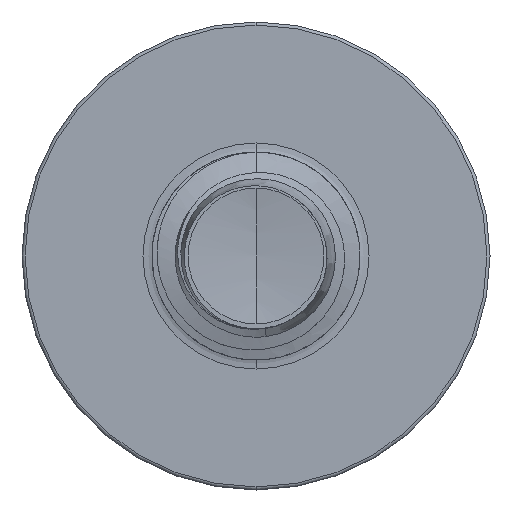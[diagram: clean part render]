
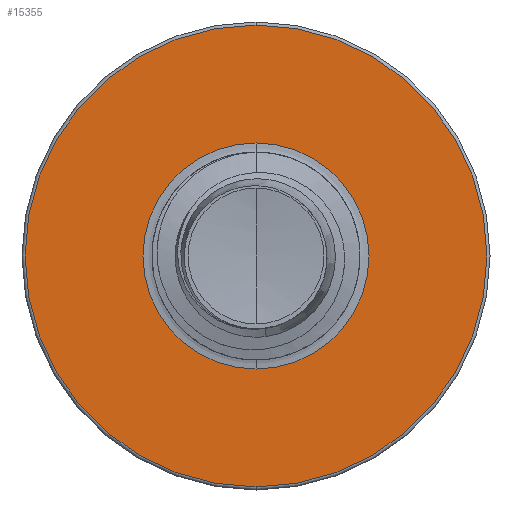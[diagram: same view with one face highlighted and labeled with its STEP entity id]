
A CAD part, front view. The second image highlights one B-rep face of the part: STEP entity #15355.
In plain terms, the highlighted planar face has unit normal (0, -1, 0).
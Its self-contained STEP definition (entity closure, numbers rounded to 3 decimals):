
#2442 = CARTESIAN_POINT ( 'NONE',  ( 0., 8.5, 4.44 ) ) ;
#2602 = CARTESIAN_POINT ( 'NONE',  ( 0., 8.5, 0. ) ) ;
#3237 = ORIENTED_EDGE ( 'NONE', *, *, #11223, .F. ) ;
#3668 = PLANE ( 'NONE',  #13261 ) ;
#3998 = AXIS2_PLACEMENT_3D ( 'NONE', #21884, #10494, #23742 ) ;
#4047 = FACE_BOUND ( 'NONE', #13892, .T. ) ;
#4377 = CIRCLE ( 'NONE', #3998, 4.44 ) ;
#4473 = ORIENTED_EDGE ( 'NONE', *, *, #15074, .T. ) ;
#4532 = DIRECTION ( 'NONE',  ( 0., 0., 1. ) ) ;
#4976 = CARTESIAN_POINT ( 'NONE',  ( 0., 8.5, -4.44 ) ) ;
#5102 = ORIENTED_EDGE ( 'NONE', *, *, #16874, .T. ) ;
#5269 = FACE_OUTER_BOUND ( 'NONE', #24482, .T. ) ;
#5615 = DIRECTION ( 'NONE',  ( 0., 0., 1. ) ) ;
#6907 = CARTESIAN_POINT ( 'NONE',  ( 0., 8.5, 0. ) ) ;
#8839 = DIRECTION ( 'NONE',  ( 0., 0., 1. ) ) ;
#8883 = CIRCLE ( 'NONE', #24153, 2.174 ) ;
#9422 = CARTESIAN_POINT ( 'NONE',  ( 0., 8.5, -2.174 ) ) ;
#10380 = VERTEX_POINT ( 'NONE', #2442 ) ;
#10494 = DIRECTION ( 'NONE',  ( 0., 1., 0. ) ) ;
#10499 = VERTEX_POINT ( 'NONE', #16277 ) ;
#11223 = EDGE_CURVE ( 'NONE', #21552, #10380, #4377, .T. ) ;
#11317 = DIRECTION ( 'NONE',  ( 0., 1., 0. ) ) ;
#13261 = AXIS2_PLACEMENT_3D ( 'NONE', #9422, #17146, #5615 ) ;
#13892 = EDGE_LOOP ( 'NONE', ( #4473, #5102 ) ) ;
#14310 = ORIENTED_EDGE ( 'NONE', *, *, #17194, .F. ) ;
#14877 = AXIS2_PLACEMENT_3D ( 'NONE', #22666, #11317, #24520 ) ;
#15074 = EDGE_CURVE ( 'NONE', #21146, #10499, #19950, .T. ) ;
#15355 = ADVANCED_FACE ( 'NONE', ( #5269, #4047 ), #3668, .F. ) ;
#16097 = DIRECTION ( 'NONE',  ( 0., 1., 0. ) ) ;
#16277 = CARTESIAN_POINT ( 'NONE',  ( 0., 8.5, -2.174 ) ) ;
#16874 = EDGE_CURVE ( 'NONE', #10499, #21146, #8883, .T. ) ;
#17146 = DIRECTION ( 'NONE',  ( 0., 1., 0. ) ) ;
#17194 = EDGE_CURVE ( 'NONE', #10380, #21552, #17279, .T. ) ;
#17279 = CIRCLE ( 'NONE', #14877, 4.44 ) ;
#19950 = CIRCLE ( 'NONE', #21354, 2.174 ) ;
#20288 = DIRECTION ( 'NONE',  ( 0., 1., 0. ) ) ;
#21146 = VERTEX_POINT ( 'NONE', #23472 ) ;
#21354 = AXIS2_PLACEMENT_3D ( 'NONE', #6907, #20288, #8839 ) ;
#21552 = VERTEX_POINT ( 'NONE', #4976 ) ;
#21884 = CARTESIAN_POINT ( 'NONE',  ( 0., 8.5, 0. ) ) ;
#22666 = CARTESIAN_POINT ( 'NONE',  ( 0., 8.5, 0. ) ) ;
#23472 = CARTESIAN_POINT ( 'NONE',  ( 0., 8.5, 2.174 ) ) ;
#23742 = DIRECTION ( 'NONE',  ( 0., 0., 1. ) ) ;
#24153 = AXIS2_PLACEMENT_3D ( 'NONE', #2602, #16097, #4532 ) ;
#24482 = EDGE_LOOP ( 'NONE', ( #14310, #3237 ) ) ;
#24520 = DIRECTION ( 'NONE',  ( 0., 0., 1. ) ) ;
